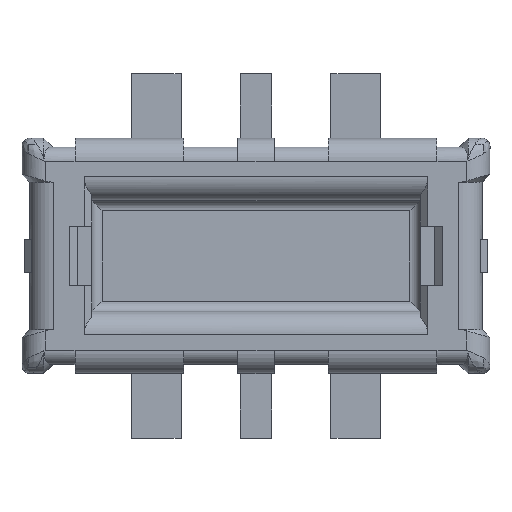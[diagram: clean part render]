
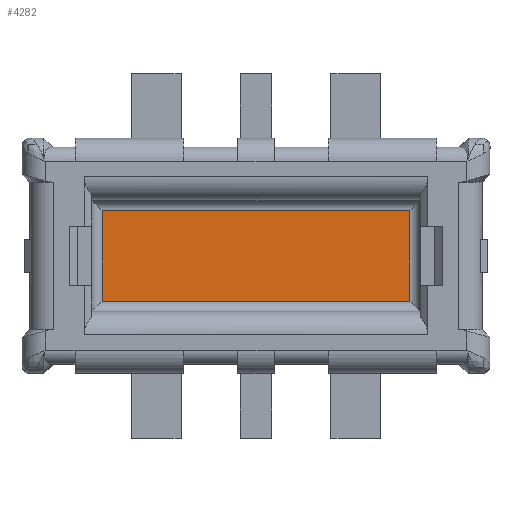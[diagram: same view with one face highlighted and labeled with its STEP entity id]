
A CAD part, top view. The second image highlights one B-rep face of the part: STEP entity #4282.
In plain terms, the highlighted planar face has unit normal (0, 0, 1).
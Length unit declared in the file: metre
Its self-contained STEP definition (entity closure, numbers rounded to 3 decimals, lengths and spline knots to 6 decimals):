
#1305=ORIENTED_EDGE('',*,*,#1853,.F.);
#1306=ORIENTED_EDGE('',*,*,#2144,.F.);
#1307=ORIENTED_EDGE('',*,*,#1856,.T.);
#1308=ORIENTED_EDGE('',*,*,#1851,.T.);
#1851=EDGE_CURVE('',#2399,#2398,#2798,.T.);
#1853=EDGE_CURVE('',#2400,#2398,#2799,.T.);
#1856=EDGE_CURVE('',#2402,#2399,#2801,.T.);
#2144=EDGE_CURVE('',#2402,#2400,#3014,.T.);
#2398=VERTEX_POINT('',#7005);
#2399=VERTEX_POINT('',#7007);
#2400=VERTEX_POINT('',#7011);
#2402=VERTEX_POINT('',#7017);
#2798=LINE('',#7006,#3262);
#2799=LINE('',#7010,#3263);
#2801=LINE('',#7016,#3265);
#3014=LINE('',#8484,#3478);
#3262=VECTOR('',#5687,1.);
#3263=VECTOR('',#5692,1.);
#3265=VECTOR('',#5698,1.);
#3478=VECTOR('',#6147,1.);
#3678=EDGE_LOOP('',(#1305,#1306,#1307,#1308));
#3904=FACE_BOUND('',#3678,.T.);
#4071=PLANE('',#5144);
#4282=ADVANCED_FACE('',(#3904),#4071,.F.);
#5144=AXIS2_PLACEMENT_3D('',#8483,#6145,#6146);
#5687=DIRECTION('',(0.,1.,0.));
#5692=DIRECTION('',(1.,0.,0.));
#5698=DIRECTION('',(1.,0.,0.));
#6145=DIRECTION('',(0.,0.,-1.));
#6146=DIRECTION('',(1.,0.,0.));
#6147=DIRECTION('',(0.,1.,0.));
#7005=CARTESIAN_POINT('',(0.000595,0.000175,0.0001));
#7006=CARTESIAN_POINT('',(0.000595,-0.000205,0.0001));
#7007=CARTESIAN_POINT('',(0.000595,-0.000175,0.0001));
#7010=CARTESIAN_POINT('',(-0.000275,0.000175,0.0001));
#7011=CARTESIAN_POINT('',(-0.000595,0.000175,0.0001));
#7016=CARTESIAN_POINT('',(-0.000275,-0.000175,0.0001));
#7017=CARTESIAN_POINT('',(-0.000595,-0.000175,0.0001));
#8483=CARTESIAN_POINT('',(-0.000175,0.00043,0.0001));
#8484=CARTESIAN_POINT('',(-0.000595,-0.000205,0.0001));
